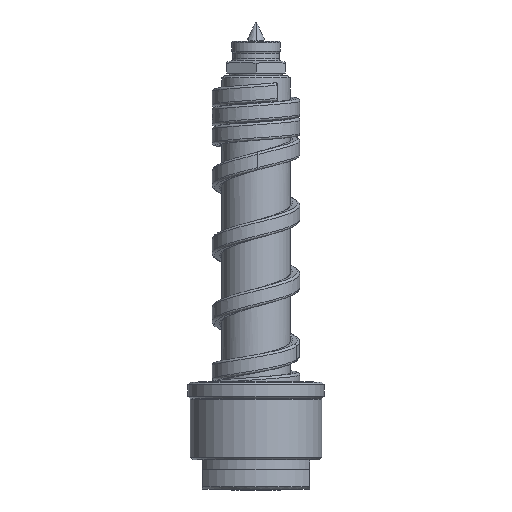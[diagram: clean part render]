
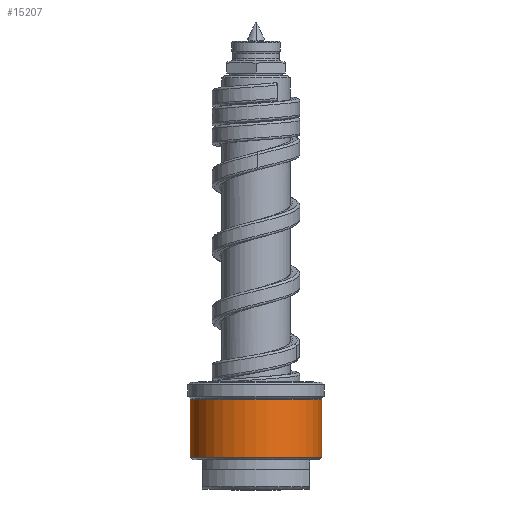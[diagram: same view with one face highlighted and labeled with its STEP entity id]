
A CAD part, front view. The second image highlights one B-rep face of the part: STEP entity #15207.
In plain terms, the highlighted cylindrical face has radius 13.5 mm (diameter 27 mm), a partial arc.
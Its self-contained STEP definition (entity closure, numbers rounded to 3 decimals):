
#4974=CARTESIAN_POINT('',(0.,0.,6.582));
#4975=DIRECTION('',(0.,0.,1.));
#4976=DIRECTION('',(-1.,0.,0.));
#4977=AXIS2_PLACEMENT_3D('',#4974,#4975,#4976);
#4979=DIRECTION('',(0.,0.,-1.));
#4980=VECTOR('',#4979,11.835);
#4981=CARTESIAN_POINT('',(-13.5,0.,18.417));
#4982=LINE('',#4981,#4980);
#4983=CARTESIAN_POINT('',(0.,0.,18.417));
#4984=DIRECTION('',(0.,0.,1.));
#4985=DIRECTION('',(-1.,0.,0.));
#4986=AXIS2_PLACEMENT_3D('',#4983,#4984,#4985);
#4988=DIRECTION('',(0.,0.,-1.));
#4989=VECTOR('',#4988,11.835);
#4990=CARTESIAN_POINT('',(13.5,0.,18.417));
#4991=LINE('',#4990,#4989);
#6914=CARTESIAN_POINT('',(13.5,0.,18.417));
#6915=CARTESIAN_POINT('',(-13.5,0.,18.417));
#6916=VERTEX_POINT('',#6914);
#6917=VERTEX_POINT('',#6915);
#6940=CARTESIAN_POINT('',(13.5,0.,6.582));
#6941=VERTEX_POINT('',#6940);
#6942=CARTESIAN_POINT('',(-13.5,0.,6.582));
#6943=VERTEX_POINT('',#6942);
#15195=CARTESIAN_POINT('',(0.,0.,5.2));
#15196=DIRECTION('',(0.,0.,1.));
#15197=DIRECTION('',(-1.,0.,0.));
#15198=AXIS2_PLACEMENT_3D('',#15195,#15196,#15197);
#15199=CYLINDRICAL_SURFACE('',#15198,13.5);
#15200=ORIENTED_EDGE('',*,*,#15152,.F.);
#15201=ORIENTED_EDGE('',*,*,#15186,.F.);
#15203=ORIENTED_EDGE('',*,*,#15202,.T.);
#15204=ORIENTED_EDGE('',*,*,#15182,.T.);
#15205=EDGE_LOOP('',(#15200,#15201,#15203,#15204));
#15206=FACE_OUTER_BOUND('',#15205,.F.);
#4978=CIRCLE('',#4977,13.5);
#4987=CIRCLE('',#4986,13.5);
#15152=EDGE_CURVE('',#6943,#6941,#4978,.T.);
#15182=EDGE_CURVE('',#6916,#6941,#4991,.T.);
#15186=EDGE_CURVE('',#6917,#6943,#4982,.T.);
#15202=EDGE_CURVE('',#6917,#6916,#4987,.T.);
#15207=ADVANCED_FACE('',(#15206),#15199,.T.);
